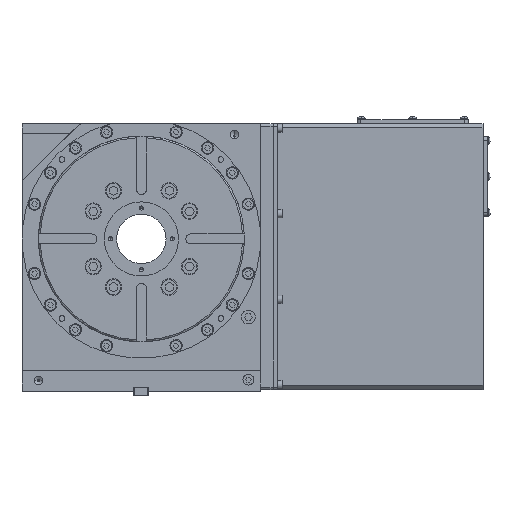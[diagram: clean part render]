
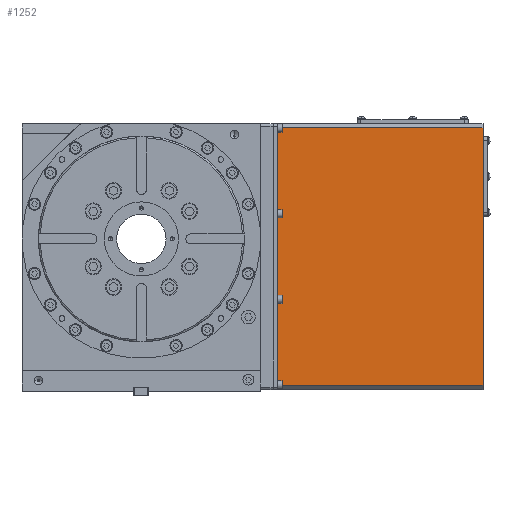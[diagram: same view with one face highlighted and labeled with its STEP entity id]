
A CAD part, front view. The second image highlights one B-rep face of the part: STEP entity #1252.
In plain terms, the highlighted planar face has unit normal (0, -1, -0.009).
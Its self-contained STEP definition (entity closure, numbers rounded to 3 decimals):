
#1252 = ADVANCED_FACE ( 'NONE', ( #14864 ), #7901, .T. ) ;
#5345 = AXIS2_PLACEMENT_3D ( 'NONE', #15418, #23616, #43372 ) ;
#6539 = VERTEX_POINT ( 'NONE', #36295 ) ;
#7329 = CARTESIAN_POINT ( 'NONE',  ( 415., 11.043, 135. ) ) ;
#7901 = PLANE ( 'NONE',  #5345 ) ;
#11728 = VERTEX_POINT ( 'NONE', #7329 ) ;
#11804 = EDGE_LOOP ( 'NONE', ( #13577, #24720, #32531, #35984 ) ) ;
#12515 = CARTESIAN_POINT ( 'NONE',  ( 165., 11., 140.023 ) ) ;
#13577 = ORIENTED_EDGE ( 'NONE', *, *, #21608, .T. ) ;
#14864 = FACE_OUTER_BOUND ( 'NONE', #11804, .T. ) ;
#15418 = CARTESIAN_POINT ( 'NONE',  ( 165., 11., 140.023 ) ) ;
#16163 = CARTESIAN_POINT ( 'NONE',  ( 165., 11.043, 135. ) ) ;
#17583 = CARTESIAN_POINT ( 'NONE',  ( 165., 13.706, -178. ) ) ;
#21608 = EDGE_CURVE ( 'NONE', #38583, #6539, #36270, .T. ) ;
#23616 = DIRECTION ( 'NONE',  ( 0., -1., -0.009 ) ) ;
#23993 = CARTESIAN_POINT ( 'NONE',  ( 415., 13.706, -178. ) ) ;
#24720 = ORIENTED_EDGE ( 'NONE', *, *, #40966, .T. ) ;
#28191 = DIRECTION ( 'NONE',  ( 0., 0.009, -1. ) ) ;
#29752 = DIRECTION ( 'NONE',  ( 1., 0., 0. ) ) ;
#30274 = VECTOR ( 'NONE', #29752, 1000. ) ;
#30473 = VECTOR ( 'NONE', #30556, 1000. ) ;
#30556 = DIRECTION ( 'NONE',  ( -1., 0., 0. ) ) ;
#32012 = VERTEX_POINT ( 'NONE', #23993 ) ;
#32531 = ORIENTED_EDGE ( 'NONE', *, *, #35602, .F. ) ;
#35602 = EDGE_CURVE ( 'NONE', #11728, #32012, #48173, .T. ) ;
#35984 = ORIENTED_EDGE ( 'NONE', *, *, #42456, .T. ) ;
#36270 = LINE ( 'NONE', #12515, #48142 ) ;
#36295 = CARTESIAN_POINT ( 'NONE',  ( 165., 13.706, -178. ) ) ;
#38583 = VERTEX_POINT ( 'NONE', #16163 ) ;
#38816 = CARTESIAN_POINT ( 'NONE',  ( 165., 11.043, 135. ) ) ;
#40965 = LINE ( 'NONE', #17583, #30274 ) ;
#40966 = EDGE_CURVE ( 'NONE', #6539, #32012, #40965, .T. ) ;
#42456 = EDGE_CURVE ( 'NONE', #11728, #38583, #51738, .T. ) ;
#43372 = DIRECTION ( 'NONE',  ( 0., 0.009, -1. ) ) ;
#45670 = VECTOR ( 'NONE', #49543, 1000. ) ;
#48142 = VECTOR ( 'NONE', #28191, 1000. ) ;
#48173 = LINE ( 'NONE', #49181, #45670 ) ;
#49181 = CARTESIAN_POINT ( 'NONE',  ( 415., 11., 140.023 ) ) ;
#49543 = DIRECTION ( 'NONE',  ( 0., 0.009, -1. ) ) ;
#51738 = LINE ( 'NONE', #38816, #30473 ) ;
